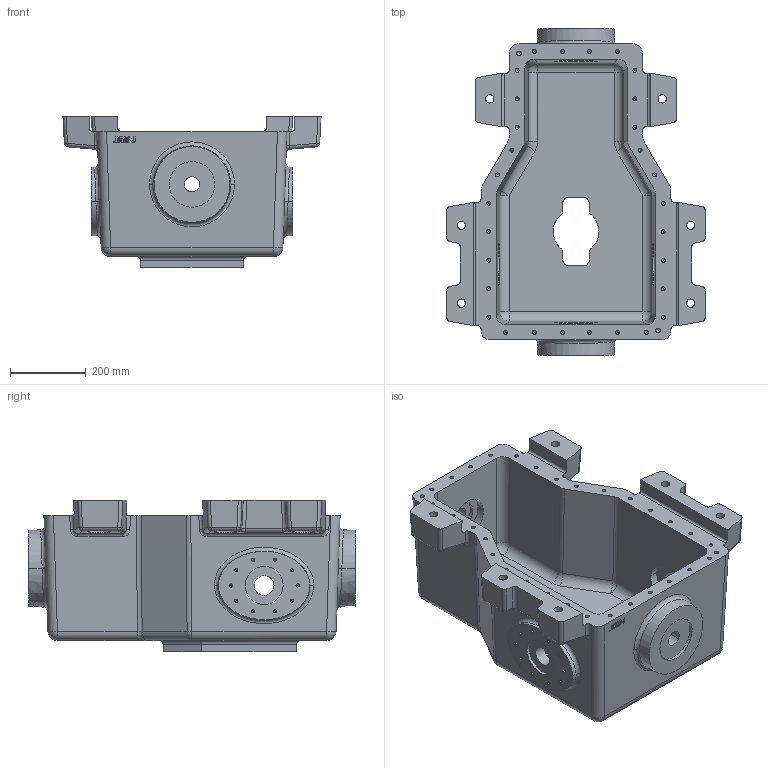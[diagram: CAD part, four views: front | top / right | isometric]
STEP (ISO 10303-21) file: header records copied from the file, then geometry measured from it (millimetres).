
FILE_DESCRIPTION(('CTC-02 geometry with PMI representation and/or presentation from the NIST MBE PMI Validation and Conformance Testing Project - go.usa.gov/mGVm'),'2;1');
FILE_NAME('nist_ctc_02_asme1_ap242-1.stp','2014-12-19T15:29:43+00:00',(''),(''),'','','');
FILE_SCHEMA(('AP242_MANAGED_MODEL_BASED_3D_ENGINEERING_MIM_LF {1 0 10303 442 1 1 4}'));
Length unit declared in the file: millimetre
Products named in the file (1): NIST PMI CTC 02 ASME1
Bounding box: 680 x 860 x 400 mm (x, y, z)
Volume: 47101667.8 mm3; surface area: 2481841.4 mm2
Topology: 1 solids, 1 shells, 669 faces, 1685 edges, 950 vertices
Faces by surface type: cylinder 324, cone 158, plane 129, bspline 28, sphere 24, torus 6
Entity records: 23751 total; most frequent: CARTESIAN_POINT 8068, ORIENTED_EDGE 3024, DIRECTION 2265, EDGE_CURVE 1512, AXIS2_PLACEMENT_3D 1044, VERTEX_POINT 940, EDGE_LOOP 786, VECTOR 712
